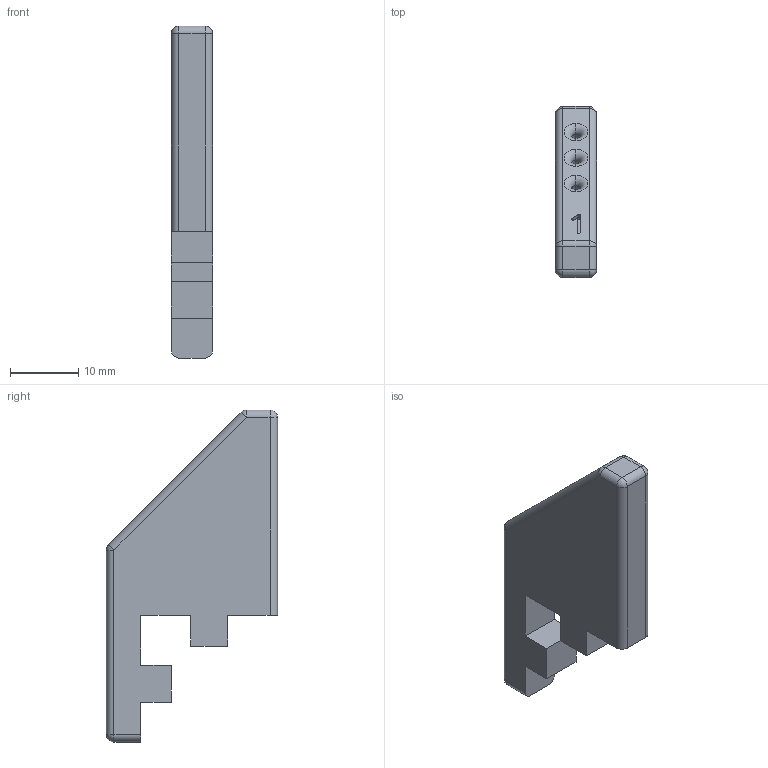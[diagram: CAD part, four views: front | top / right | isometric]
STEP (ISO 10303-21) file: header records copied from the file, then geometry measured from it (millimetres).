
FILE_DESCRIPTION (( 'STEP AP203' ), '1' );
FILE_NAME ('ô1.STEP', '2025-11-05T06:14:03', ( '' ), ( '' ), 'SwSTEP 2.0', 'SolidWorks 2025', '' );
FILE_SCHEMA (( 'CONFIG_CONTROL_DESIGN' ));
Length unit declared in the file: millimetre
Products named in the file (1): ф1
Bounding box: 6 x 25 x 48.5 mm (x, y, z)
Volume: 4047.8 mm3; surface area: 2330.9 mm2
Topology: 1 solids, 1 shells, 66 faces, 158 edges, 90 vertices
Faces by surface type: plane 25, cylinder 20, sphere 8, bspline 7, torus 6
Entity records: 2093 total; most frequent: CARTESIAN_POINT 546, DIRECTION 308, ORIENTED_EDGE 300, EDGE_CURVE 150, AXIS2_PLACEMENT_3D 112, VERTEX_POINT 90, LINE 84, VECTOR 84
